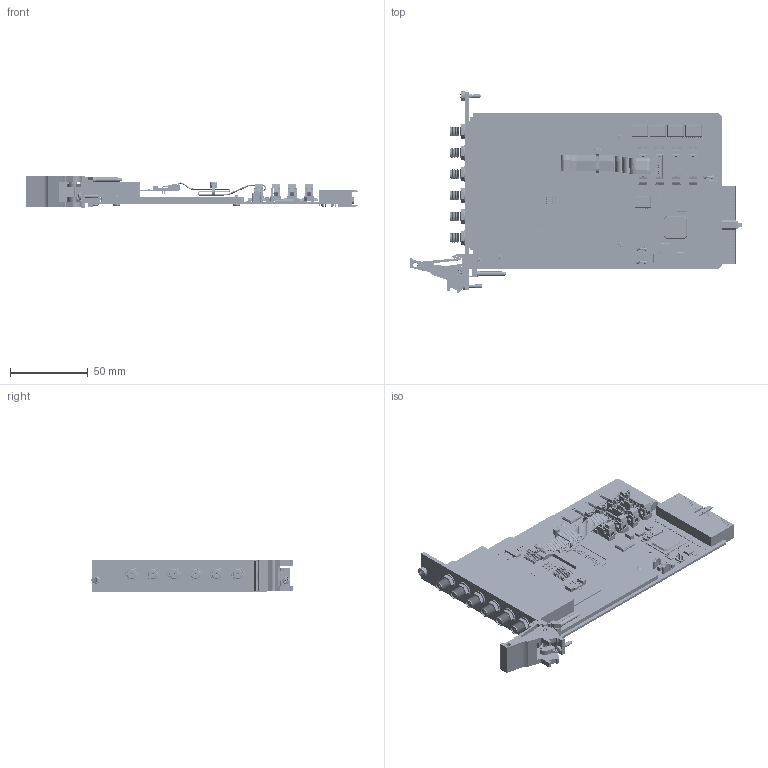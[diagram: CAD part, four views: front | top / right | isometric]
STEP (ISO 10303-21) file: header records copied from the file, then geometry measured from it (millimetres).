
FILE_DESCRIPTION (( 'STEP AP214' ), '1' );
FILE_NAME ('40-880-001 PXI 6GHz Dual SPDT.STEP', '2013-09-13T14:34:55', ( 'admin' ), ( '' ), 'SwSTEP 2.0', 'SolidWorks 2012', '' );
FILE_SCHEMA (( 'AUTOMOTIVE_DESIGN' ));
Length unit declared in the file: millimetre
Products named in the file (1): 40-880-001 PXI 6GHz Dual SPDT
Bounding box: 214.01 x 129.67 x 20 mm (x, y, z)
Surface area: 90614.4 mm2 (no closed solid volume)
Topology: 0 solids, 708 shells, 4753 faces, 21891 edges, 17168 vertices
Faces by surface type: plane 3417, cylinder 826, torus 235, cone 198, bspline 73, sphere 4
Full cylindrical faces by diameter (mm): 0.2 x1, 0.6 x110, 0.762 x57, 0.8 x4, 1.011 x21, 1.4 x12, 1.496 x2, 1.524 x11, 2 x5, 2.05 x2, 2.45 x2, 2.5 x3, 2.7 x8, 2.8 x1, 3 x3, 3.665 x1, 4.6 x1, 4.85 x6, 4.926 x6, 5 x2, 5.3 x1, 5.614 x8, 6 x1, 10.1 x6, 10.8 x6
Entity records: 287188 total; most frequent: CARTESIAN_POINT 65723, DIRECTION 33375, ORIENTED_EDGE 28649, EDGE_CURVE 21260, VERTEX_POINT 17038, LINE 15841, VECTOR 15841, AXIS2_PLACEMENT_3D 8767
